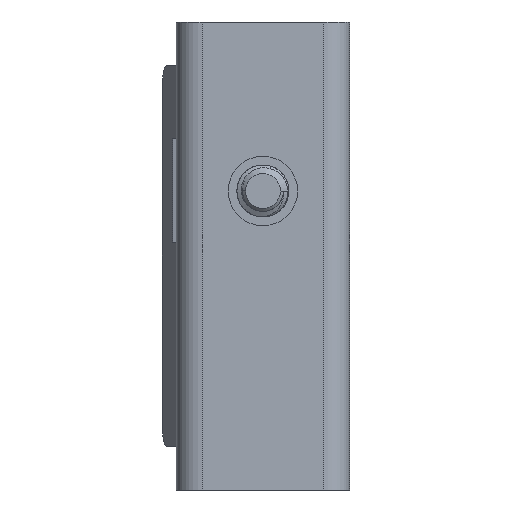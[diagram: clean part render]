
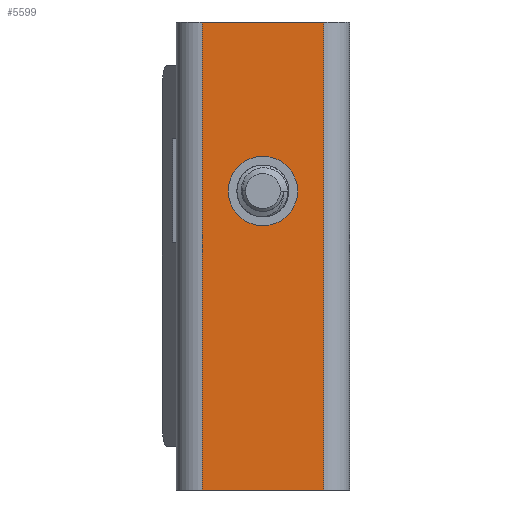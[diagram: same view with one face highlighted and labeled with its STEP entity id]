
A CAD part, front view. The second image highlights one B-rep face of the part: STEP entity #5599.
In plain terms, the highlighted planar face has unit normal (0, -1, 0).
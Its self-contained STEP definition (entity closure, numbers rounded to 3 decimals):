
#800=DIRECTION('',(1.,0.,0.));
#801=VECTOR('',#800,7.);
#802=CARTESIAN_POINT('',(-3.5,-17.,13.5));
#803=LINE('',#802,#801);
#804=DIRECTION('',(0.,0.,-1.));
#805=VECTOR('',#804,27.);
#806=CARTESIAN_POINT('',(3.5,-17.,13.5));
#807=LINE('',#806,#805);
#808=CARTESIAN_POINT('',(0.,-17.,3.75));
#809=DIRECTION('',(0.,-1.,0.));
#810=DIRECTION('',(0.,0.,1.));
#811=AXIS2_PLACEMENT_3D('',#808,#809,#810);
#813=CARTESIAN_POINT('',(0.,-17.,3.75));
#814=DIRECTION('',(0.,-1.,0.));
#815=DIRECTION('',(0.,0.,-1.));
#816=AXIS2_PLACEMENT_3D('',#813,#814,#815);
#822=DIRECTION('',(0.,0.,-1.));
#823=VECTOR('',#822,27.);
#824=CARTESIAN_POINT('',(-3.5,-17.,13.5));
#825=LINE('',#824,#823);
#835=DIRECTION('',(1.,0.,0.));
#836=VECTOR('',#835,7.);
#837=CARTESIAN_POINT('',(-3.5,-17.,-13.5));
#838=LINE('',#837,#836);
#4288=CARTESIAN_POINT('',(-3.5,-17.,13.5));
#4289=CARTESIAN_POINT('',(3.5,-17.,13.5));
#4290=VERTEX_POINT('',#4288);
#4291=VERTEX_POINT('',#4289);
#4300=CARTESIAN_POINT('',(3.5,-17.,-13.5));
#4301=VERTEX_POINT('',#4300);
#4302=CARTESIAN_POINT('',(-3.5,-17.,-13.5));
#4303=VERTEX_POINT('',#4302);
#4304=CARTESIAN_POINT('',(0.,-17.,5.75));
#4305=CARTESIAN_POINT('',(0.,-17.,1.75));
#4306=VERTEX_POINT('',#4304);
#4307=VERTEX_POINT('',#4305);
#5580=CARTESIAN_POINT('',(0.,-17.,0.));
#5581=DIRECTION('',(0.,1.,0.));
#5582=DIRECTION('',(1.,0.,0.));
#5583=AXIS2_PLACEMENT_3D('',#5580,#5581,#5582);
#5584=PLANE('',#5583);
#5586=ORIENTED_EDGE('',*,*,#5585,.F.);
#5587=ORIENTED_EDGE('',*,*,#5558,.T.);
#5588=ORIENTED_EDGE('',*,*,#5571,.T.);
#5590=ORIENTED_EDGE('',*,*,#5589,.F.);
#5591=EDGE_LOOP('',(#5586,#5587,#5588,#5590));
#5592=FACE_OUTER_BOUND('',#5591,.F.);
#5594=ORIENTED_EDGE('',*,*,#5593,.T.);
#5596=ORIENTED_EDGE('',*,*,#5595,.T.);
#5597=EDGE_LOOP('',(#5594,#5596));
#5598=FACE_BOUND('',#5597,.F.);
#812=CIRCLE('',#811,2.);
#817=CIRCLE('',#816,2.);
#5558=EDGE_CURVE('',#4290,#4291,#803,.T.);
#5571=EDGE_CURVE('',#4291,#4301,#807,.T.);
#5585=EDGE_CURVE('',#4290,#4303,#825,.T.);
#5589=EDGE_CURVE('',#4303,#4301,#838,.T.);
#5593=EDGE_CURVE('',#4306,#4307,#812,.T.);
#5595=EDGE_CURVE('',#4307,#4306,#817,.T.);
#5599=ADVANCED_FACE('',(#5592,#5598),#5584,.F.);
